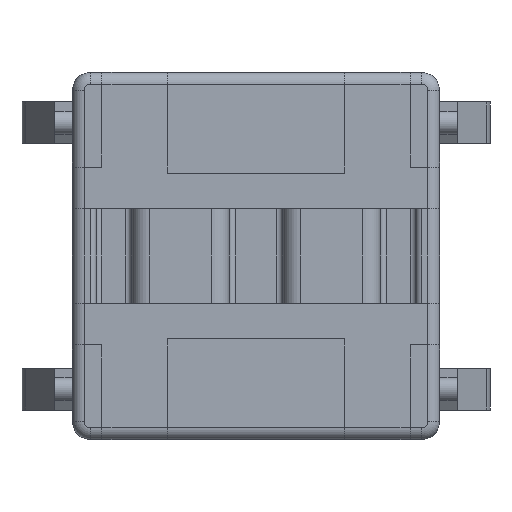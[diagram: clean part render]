
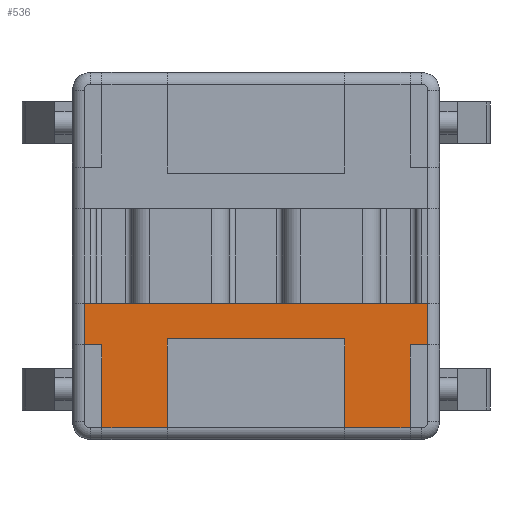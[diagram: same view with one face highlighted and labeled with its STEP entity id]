
A CAD part, front view. The second image highlights one B-rep face of the part: STEP entity #536.
In plain terms, the highlighted planar face has unit normal (0, -1, 0).
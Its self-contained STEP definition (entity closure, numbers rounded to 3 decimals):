
#536=ADVANCED_FACE('NONE',(#1205),#1206,.T.);
#1205=FACE_OUTER_BOUND('',#2014,.T.);
#1206=PLANE('',#2015);
#2014=EDGE_LOOP('',(#3630,#3631,#3632,#3633,#3634,#3635,#3636,#3637,#3638,#3639,#3640,#3641));
#2015=AXIS2_PLACEMENT_3D('',#3642,#3643,#3644);
#3630=ORIENTED_EDGE('',*,*,#5543,.T.);
#3631=ORIENTED_EDGE('',*,*,#5544,.T.);
#3632=ORIENTED_EDGE('',*,*,#5545,.T.);
#3633=ORIENTED_EDGE('',*,*,#5100,.T.);
#3634=ORIENTED_EDGE('',*,*,#5130,.T.);
#3635=ORIENTED_EDGE('',*,*,#5546,.F.);
#3636=ORIENTED_EDGE('',*,*,#5184,.F.);
#3637=ORIENTED_EDGE('',*,*,#4931,.F.);
#3638=ORIENTED_EDGE('',*,*,#5321,.F.);
#3639=ORIENTED_EDGE('',*,*,#5547,.F.);
#3640=ORIENTED_EDGE('',*,*,#5548,.T.);
#3641=ORIENTED_EDGE('',*,*,#5549,.T.);
#3642=CARTESIAN_POINT('',(2.8,0.0,-2.8));
#3643=DIRECTION('',(0.0,-1.0,0.0));
#3644=DIRECTION('',(0.0,0.0,-1.0));
#4931=EDGE_CURVE('NONE',#5960,#5962,#5963,.T.);
#5100=EDGE_CURVE('NONE',#6266,#6267,#6268,.T.);
#5130=EDGE_CURVE('NONE',#6267,#6317,#6319,.T.);
#5184=EDGE_CURVE('NONE',#5962,#6405,#6406,.T.);
#5321=EDGE_CURVE('NONE',#6625,#5960,#6627,.T.);
#5543=EDGE_CURVE('NONE',#6933,#6934,#6935,.T.);
#5544=EDGE_CURVE('NONE',#6934,#6936,#6937,.T.);
#5545=EDGE_CURVE('NONE',#6936,#6266,#6938,.T.);
#5546=EDGE_CURVE('NONE',#6405,#6317,#6939,.T.);
#5547=EDGE_CURVE('NONE',#6940,#6625,#6941,.T.);
#5548=EDGE_CURVE('NONE',#6940,#6942,#6943,.T.);
#5549=EDGE_CURVE('NONE',#6942,#6933,#6944,.T.);
#5960=VERTEX_POINT('NONE',#7416);
#5962=VERTEX_POINT('NONE',#7418);
#5963=LINE('',#7419,#7420);
#6266=VERTEX_POINT('NONE',#7821);
#6267=VERTEX_POINT('NONE',#7822);
#6268=LINE('',#7823,#7824);
#6317=VERTEX_POINT('NONE',#7885);
#6319=LINE('',#7887,#7888);
#6405=VERTEX_POINT('NONE',#8002);
#6406=LINE('',#8003,#8004);
#6625=VERTEX_POINT('NONE',#8289);
#6627=LINE('',#8291,#8292);
#6933=VERTEX_POINT('NONE',#8702);
#6934=VERTEX_POINT('NONE',#8703);
#6935=LINE('',#8704,#8705);
#6936=VERTEX_POINT('NONE',#8706);
#6937=LINE('',#8707,#8708);
#6938=LINE('',#8709,#8710);
#6939=LINE('',#8711,#8712);
#6940=VERTEX_POINT('NONE',#8713);
#6941=LINE('',#8714,#8715);
#6942=VERTEX_POINT('NONE',#8716);
#6943=LINE('',#8717,#8718);
#6944=LINE('',#8719,#8720);
#7416=CARTESIAN_POINT('',(-2.6,0.0,-2.9));
#7418=CARTESIAN_POINT('',(-2.6,0.0,-1.5));
#7419=CARTESIAN_POINT('',(-2.6,0.0,-1.5));
#7420=VECTOR('',#9396,1000.0);
#7821=CARTESIAN_POINT('',(2.9,0.0,-1.5));
#7822=CARTESIAN_POINT('',(2.9,0.0,-0.8));
#7823=CARTESIAN_POINT('',(2.9,0.0,0.0));
#7824=VECTOR('',#9633,1000.0);
#7885=CARTESIAN_POINT('',(-2.9,0.0,-0.8));
#7887=CARTESIAN_POINT('',(0.0,0.0,-0.8));
#7888=VECTOR('',#9691,1000.0);
#8002=CARTESIAN_POINT('',(-2.9,0.0,-1.5));
#8003=CARTESIAN_POINT('',(-3.1,0.0,-1.5));
#8004=VECTOR('',#9762,1000.0);
#8289=CARTESIAN_POINT('',(-1.5,0.0,-2.9));
#8291=CARTESIAN_POINT('',(-2.8,0.0,-2.9));
#8292=VECTOR('',#9952,1000.0);
#8702=CARTESIAN_POINT('',(1.5,0.0,-2.9));
#8703=CARTESIAN_POINT('',(2.6,0.0,-2.9));
#8704=CARTESIAN_POINT('',(2.8,0.0,-2.9));
#8705=VECTOR('',#10246,1000.0);
#8706=CARTESIAN_POINT('',(2.6,0.0,-1.5));
#8707=CARTESIAN_POINT('',(2.6,0.0,-1.5));
#8708=VECTOR('',#10247,1000.0);
#8709=CARTESIAN_POINT('',(3.1,0.0,-1.5));
#8710=VECTOR('',#10248,1000.0);
#8711=CARTESIAN_POINT('',(-2.9,0.0,0.0));
#8712=VECTOR('',#10249,1000.0);
#8713=CARTESIAN_POINT('',(-1.5,0.0,-1.4));
#8714=CARTESIAN_POINT('',(-1.5,0.0,-3.1));
#8715=VECTOR('',#10250,1000.0);
#8716=CARTESIAN_POINT('',(1.5,0.0,-1.4));
#8717=CARTESIAN_POINT('',(1.5,0.0,-1.4));
#8718=VECTOR('',#10251,1000.0);
#8719=CARTESIAN_POINT('',(1.5,0.0,-3.1));
#8720=VECTOR('',#10252,1000.0);
#9396=DIRECTION('',(0.0,0.0,1.0));
#9633=DIRECTION('',(0.0,0.0,1.0));
#9691=DIRECTION('',(-1.0,0.0,0.0));
#9762=DIRECTION('',(-1.0,0.0,0.0));
#9952=DIRECTION('',(-1.0,0.0,0.0));
#10246=DIRECTION('',(1.0,0.0,0.0));
#10247=DIRECTION('',(0.0,0.0,1.0));
#10248=DIRECTION('',(1.0,0.0,0.0));
#10249=DIRECTION('',(0.0,0.0,1.0));
#10250=DIRECTION('',(0.,0.0,-1.0));
#10251=DIRECTION('',(1.0,0.0,0.));
#10252=DIRECTION('',(0.,0.0,-1.0));
